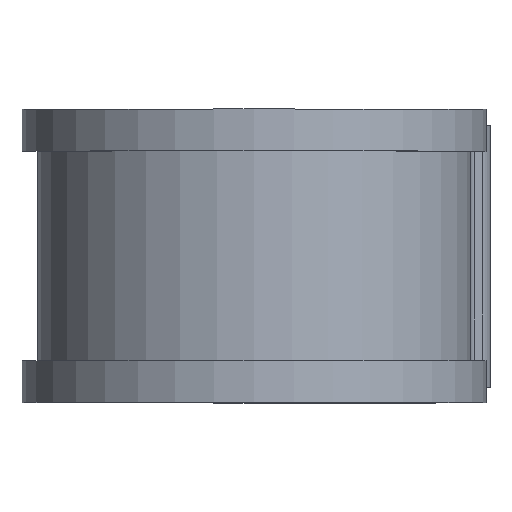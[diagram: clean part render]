
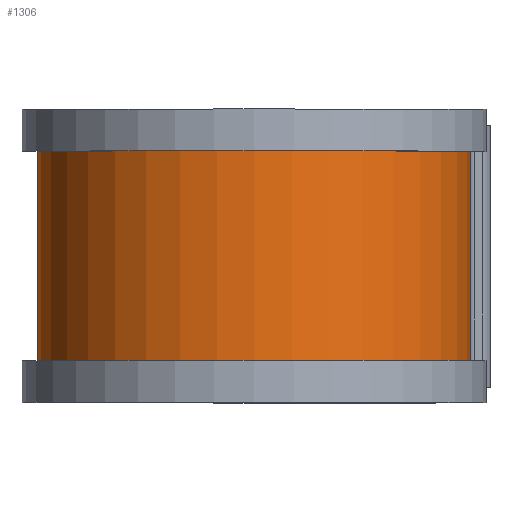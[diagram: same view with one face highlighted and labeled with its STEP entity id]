
A CAD part, top view. The second image highlights one B-rep face of the part: STEP entity #1306.
In plain terms, the highlighted cylindrical face has radius 20.993 mm (diameter 41.986 mm), a partial arc.
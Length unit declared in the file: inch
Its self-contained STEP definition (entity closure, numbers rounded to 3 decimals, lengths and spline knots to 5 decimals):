
#122 = CARTESIAN_POINT ( 'NONE',  ( 0., 0.4, 0. ) ) ;
#130 = DIRECTION ( 'NONE',  ( 0., -1., 0. ) ) ;
#138 = DIRECTION ( 'NONE',  ( 0., 0., -1. ) ) ;
#159 = ORIENTED_EDGE ( 'NONE', *, *, #770, .F. ) ;
#209 = CARTESIAN_POINT ( 'NONE',  ( 0., 0.5, -0.8265 ) ) ;
#214 = CARTESIAN_POINT ( 'NONE',  ( 0.8265, -0.4, 0. ) ) ;
#228 = DIRECTION ( 'NONE',  ( 0., -1., 0. ) ) ;
#297 = DIRECTION ( 'NONE',  ( 0., 0., -1. ) ) ;
#299 = EDGE_CURVE ( 'NONE', #480, #659, #910, .T. ) ;
#348 = ORIENTED_EDGE ( 'NONE', *, *, #299, .T. ) ;
#370 = LINE ( 'NONE', #1130, #445 ) ;
#409 = CARTESIAN_POINT ( 'NONE',  ( 0., -0.4, -0.8265 ) ) ;
#437 = CIRCLE ( 'NONE', #1175, 0.8265 ) ;
#445 = VECTOR ( 'NONE', #1144, 39.37008 ) ;
#480 = VERTEX_POINT ( 'NONE', #1727 ) ;
#525 = VECTOR ( 'NONE', #228, 39.37008 ) ;
#566 = CARTESIAN_POINT ( 'NONE',  ( 0.8265, 0.4, 0. ) ) ;
#659 = VERTEX_POINT ( 'NONE', #409 ) ;
#690 = DIRECTION ( 'NONE',  ( 0., -1., 0. ) ) ;
#706 = CARTESIAN_POINT ( 'NONE',  ( 0., 0.5, 0. ) ) ;
#713 = DIRECTION ( 'NONE',  ( 0., 0., -1. ) ) ;
#750 = EDGE_CURVE ( 'NONE', #1533, #659, #437, .T. ) ;
#770 = EDGE_CURVE ( 'NONE', #935, #1533, #370, .T. ) ;
#881 = CARTESIAN_POINT ( 'NONE',  ( 0., -0.4, 0. ) ) ;
#910 = LINE ( 'NONE', #209, #525 ) ;
#935 = VERTEX_POINT ( 'NONE', #566 ) ;
#1103 = EDGE_LOOP ( 'NONE', ( #159, #1423, #348, #1521 ) ) ;
#1130 = CARTESIAN_POINT ( 'NONE',  ( 0.8265, 0.5, 0. ) ) ;
#1144 = DIRECTION ( 'NONE',  ( 0., -1., 0. ) ) ;
#1165 = AXIS2_PLACEMENT_3D ( 'NONE', #706, #690, #713 ) ;
#1175 = AXIS2_PLACEMENT_3D ( 'NONE', #881, #1265, #297 ) ;
#1232 = EDGE_CURVE ( 'NONE', #935, #480, #1706, .T. ) ;
#1258 = CYLINDRICAL_SURFACE ( 'NONE', #1165, 0.8265 ) ;
#1265 = DIRECTION ( 'NONE',  ( 0., -1., 0. ) ) ;
#1299 = FACE_OUTER_BOUND ( 'NONE', #1103, .T. ) ;
#1306 = ADVANCED_FACE ( 'NONE', ( #1299 ), #1258, .T. ) ;
#1423 = ORIENTED_EDGE ( 'NONE', *, *, #1232, .T. ) ;
#1521 = ORIENTED_EDGE ( 'NONE', *, *, #750, .F. ) ;
#1533 = VERTEX_POINT ( 'NONE', #214 ) ;
#1548 = AXIS2_PLACEMENT_3D ( 'NONE', #122, #130, #138 ) ;
#1706 = CIRCLE ( 'NONE', #1548, 0.8265 ) ;
#1727 = CARTESIAN_POINT ( 'NONE',  ( 0., 0.4, -0.8265 ) ) ;
